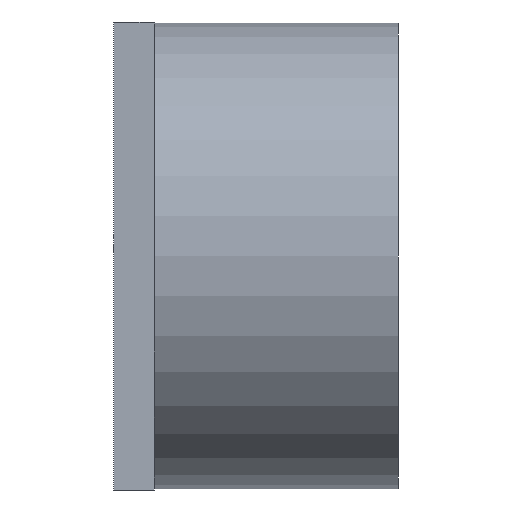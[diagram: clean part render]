
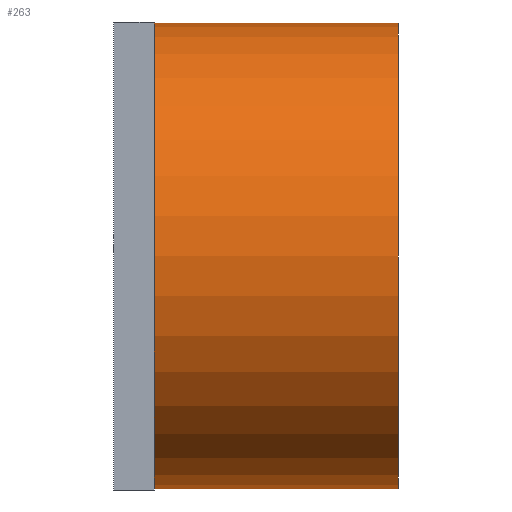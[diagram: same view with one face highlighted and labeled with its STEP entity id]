
A CAD part, left-side view. The second image highlights one B-rep face of the part: STEP entity #263.
In plain terms, the highlighted cylindrical face has radius 11.446 mm (diameter 22.892 mm), a full revolution.
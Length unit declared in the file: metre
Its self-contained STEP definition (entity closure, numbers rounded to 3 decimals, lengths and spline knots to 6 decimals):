
#12=CYLINDRICAL_SURFACE('',#299,0.011446);
#20=CIRCLE('',#297,0.011446);
#21=CIRCLE('',#300,0.011446);
#57=ORIENTED_EDGE('',*,*,#102,.T.);
#58=ORIENTED_EDGE('',*,*,#105,.F.);
#102=EDGE_CURVE('',#128,#128,#20,.T.);
#105=EDGE_CURVE('',#129,#129,#21,.T.);
#128=VERTEX_POINT('',#445);
#129=VERTEX_POINT('',#451);
#174=EDGE_LOOP('',(#57));
#175=EDGE_LOOP('',(#58));
#212=FACE_BOUND('',#174,.T.);
#213=FACE_BOUND('',#175,.T.);
#263=ADVANCED_FACE('',(#212,#213),#12,.T.);
#297=AXIS2_PLACEMENT_3D('',#444,#351,#352);
#299=AXIS2_PLACEMENT_3D('',#449,#357,#358);
#300=AXIS2_PLACEMENT_3D('',#450,#359,#360);
#351=DIRECTION('',(0.,-1.,0.));
#352=DIRECTION('',(0.,0.,-1.));
#357=DIRECTION('',(0.,-1.,0.));
#358=DIRECTION('',(0.,0.,-1.));
#359=DIRECTION('',(0.,-1.,0.));
#360=DIRECTION('',(0.,0.,-1.));
#444=CARTESIAN_POINT('',(0.017,-0.002,0.0115));
#445=CARTESIAN_POINT('',(0.017,-0.002,0.000054));
#449=CARTESIAN_POINT('',(0.017,-0.002,0.0115));
#450=CARTESIAN_POINT('',(0.017,-0.014,0.0115));
#451=CARTESIAN_POINT('',(0.017,-0.014,0.000054));
